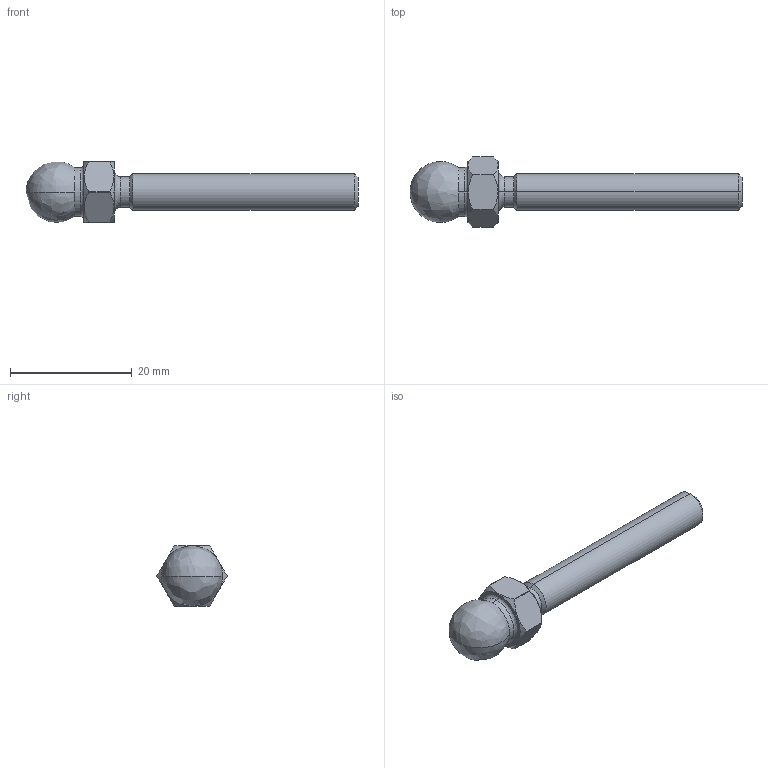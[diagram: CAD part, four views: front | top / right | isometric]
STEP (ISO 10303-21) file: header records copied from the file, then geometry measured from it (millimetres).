
FILE_DESCRIPTION (( 'STEP AP214' ), '1' );
FILE_NAME ('7410298', '2019-01-30T09:30:17', ( '' ), ('JUGARD+KÜNSTNER GmbH'), 'SwSTEP 2.0', 'SolidWorks 2017', '' );
FILE_SCHEMA (( 'AUTOMOTIVE_DESIGN' ));
Length unit declared in the file: millimetre
Products named in the file (1): 7410298
Bounding box: 54.5 x 11.5 x 10 mm (x, y, z)
Volume: 2082.1 mm3; surface area: 1310 mm2
Topology: 1 solids, 1 shells, 35 faces, 89 edges, 54 vertices
Faces by surface type: cylinder 12, plane 9, cone 8, bspline 6
Entity records: 1362 total; most frequent: CARTESIAN_POINT 507, ORIENTED_EDGE 170, DIRECTION 168, EDGE_CURVE 85, AXIS2_PLACEMENT_3D 71, VERTEX_POINT 54, CIRCLE 41, EDGE_LOOP 37
